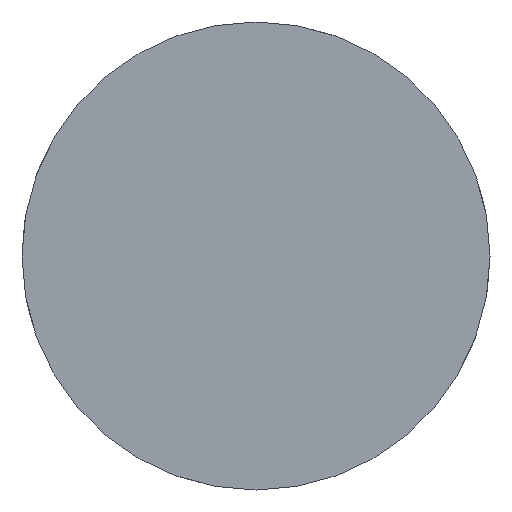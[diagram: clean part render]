
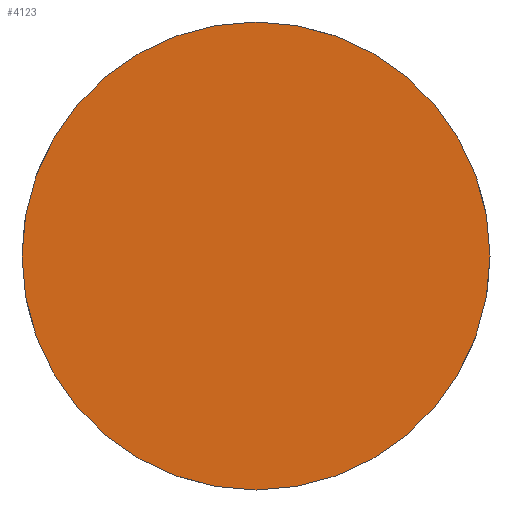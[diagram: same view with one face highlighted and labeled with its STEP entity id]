
A CAD part, front view. The second image highlights one B-rep face of the part: STEP entity #4123.
In plain terms, the highlighted planar face has unit normal (0, -1, 0).
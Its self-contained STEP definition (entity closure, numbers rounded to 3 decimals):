
#668 = AXIS2_PLACEMENT_3D ( 'NONE', #6135, #16081, #2217 ) ;
#801 = EDGE_CURVE ( 'NONE', #10700, #1388, #13091, .T. ) ;
#1278 = AXIS2_PLACEMENT_3D ( 'NONE', #11477, #6429, #14031 ) ;
#1388 = VERTEX_POINT ( 'NONE', #3305 ) ;
#1856 = ORIENTED_EDGE ( 'NONE', *, *, #801, .T. ) ;
#2217 = DIRECTION ( 'NONE',  ( 0., 0., 1. ) ) ;
#3305 = CARTESIAN_POINT ( 'NONE',  ( 0., 0., -50. ) ) ;
#4005 = DIRECTION ( 'NONE',  ( 0., -1., 0. ) ) ;
#4034 = EDGE_LOOP ( 'NONE', ( #7129, #1856 ) ) ;
#4123 = ADVANCED_FACE ( 'NONE', ( #9221 ), #7380, .F. ) ;
#5149 = CARTESIAN_POINT ( 'NONE',  ( 0., 0., 0. ) ) ;
#5647 = CIRCLE ( 'NONE', #7442, 50. ) ;
#6135 = CARTESIAN_POINT ( 'NONE',  ( -50., 0., 0. ) ) ;
#6429 = DIRECTION ( 'NONE',  ( 0., -1., 0. ) ) ;
#6794 = CARTESIAN_POINT ( 'NONE',  ( 0., 0., 50. ) ) ;
#7129 = ORIENTED_EDGE ( 'NONE', *, *, #9825, .T. ) ;
#7380 = PLANE ( 'NONE',  #668 ) ;
#7442 = AXIS2_PLACEMENT_3D ( 'NONE', #5149, #4005, #15062 ) ;
#9221 = FACE_OUTER_BOUND ( 'NONE', #4034, .T. ) ;
#9825 = EDGE_CURVE ( 'NONE', #1388, #10700, #5647, .T. ) ;
#10700 = VERTEX_POINT ( 'NONE', #6794 ) ;
#11477 = CARTESIAN_POINT ( 'NONE',  ( 0., 0., 0. ) ) ;
#13091 = CIRCLE ( 'NONE', #1278, 50. ) ;
#14031 = DIRECTION ( 'NONE',  ( 0., 0., -1. ) ) ;
#15062 = DIRECTION ( 'NONE',  ( 0., 0., -1. ) ) ;
#16081 = DIRECTION ( 'NONE',  ( 0., 1., 0. ) ) ;
